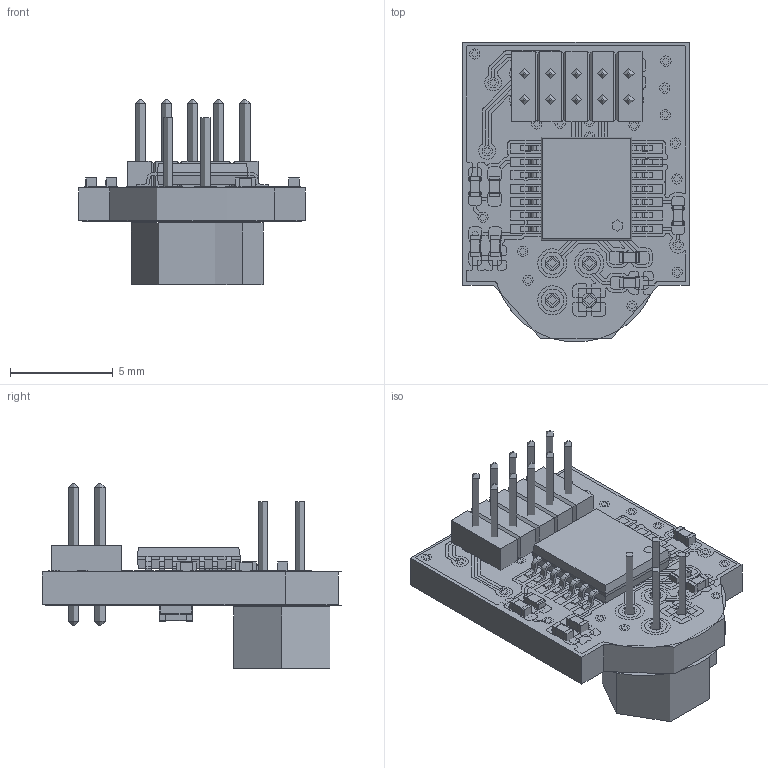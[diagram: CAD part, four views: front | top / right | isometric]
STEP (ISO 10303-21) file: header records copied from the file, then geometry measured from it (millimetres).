
FILE_DESCRIPTION(('FreeCAD Model'),'2;1');
FILE_NAME('Open CASCADE Shape Model','2021-09-09T14:46:01',('Author'),( ''),'Open CASCADE STEP processor 7.5','FreeCAD','Unknown');
FILE_SCHEMA(('AUTOMOTIVE_DESIGN { 1 0 10303 214 1 1 1 1 }'));
Length unit declared in the file: millimetre
Products named in the file (19): IR_TEMP_V1; Board_Geoms_380f; Pcb_380f; topTracks_380f; botTracks_380f; Step_Models_380f; Top_380f; R2_R_0402_1005Metric_613A7DE9; J1_ASSEMBLY_613A7DC7; Body001; LeadsArray; IC1_PW14_613A7DAD; C5_C_0402_1005Metric_613A7D7C; Bot_380f; R3_R_0603_1608Metric_613A7DFA; C6_C_0603_1608Metric_613A7D8D; U1_ASSEMBLY_613A7E1B; Body; Leads
Assembly tree (23 placements, depth 5):
  IR_TEMP_V1
    Board_Geoms_380f
      Pcb_380f
      topTracks_380f
      botTracks_380f
    Step_Models_380f
      Top_380f
        R2_R_0402_1005Metric_613A7DE9  x2
        J1_ASSEMBLY_613A7DC7
          Body001
          LeadsArray
        IC1_PW14_613A7DAD
        C5_C_0402_1005Metric_613A7D7C  x5
      Bot_380f
        R3_R_0603_1608Metric_613A7DFA
        C6_C_0603_1608Metric_613A7D8D
        U1_ASSEMBLY_613A7E1B
          Body
          Leads
Bounding box: 11 x 14.54 x 9 mm (x, y, z)
Volume: 368.5 mm3
Topology: 43 solids, 178 shells, 746 faces, 7813 edges, 11081 vertices
Faces by surface type: plane 539, cylinder 187, cone 20
Full cylindrical faces by diameter (mm): 0.45 x4, 0.5 x10, 0.7 x14
Entity records: 76981 total; most frequent: CARTESIAN_POINT 19032, DIRECTION 9347, ORIENTED_EDGE 7257, LINE 6831, VECTOR 6831, EDGE_CURVE 6165, VERTEX_POINT 5775, GEOMETRIC_CURVE_SET 1296
